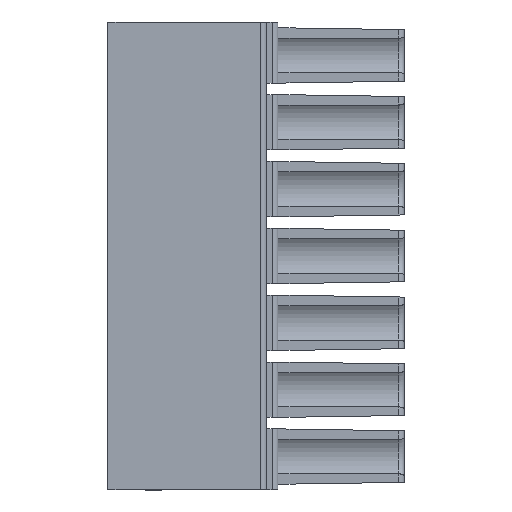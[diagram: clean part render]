
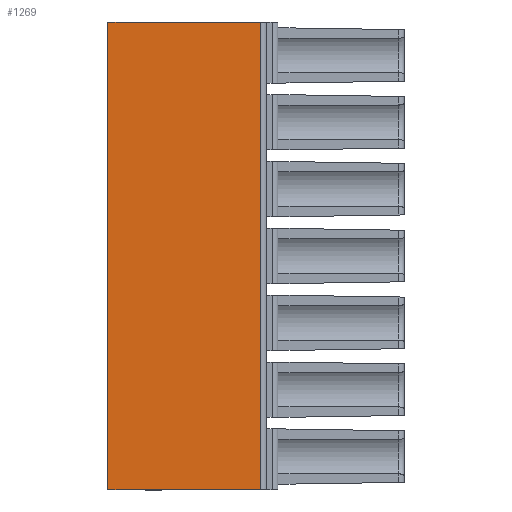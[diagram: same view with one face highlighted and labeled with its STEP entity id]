
A CAD part, front view. The second image highlights one B-rep face of the part: STEP entity #1269.
In plain terms, the highlighted planar face has unit normal (0, -1, 0).
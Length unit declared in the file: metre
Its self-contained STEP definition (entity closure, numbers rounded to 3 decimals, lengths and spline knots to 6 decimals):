
#1269=ADVANCED_FACE('',(#2825),#2826,.T.);
#2825=FACE_OUTER_BOUND('',#4638,.T.);
#2826=PLANE('',#4639);
#4638=EDGE_LOOP('',(#8431,#8432,#8433,#8434));
#4639=AXIS2_PLACEMENT_3D('',#8435,#8436,#8437);
#8431=ORIENTED_EDGE('',*,*,#11984,.F.);
#8432=ORIENTED_EDGE('',*,*,#10808,.F.);
#8433=ORIENTED_EDGE('',*,*,#11980,.T.);
#8434=ORIENTED_EDGE('',*,*,#11883,.T.);
#8435=CARTESIAN_POINT('',(0.006473,0.00051,0.002633));
#8436=DIRECTION('',(0.,-1.0,0.));
#8437=DIRECTION('',(0.,0.,1.0));
#10808=EDGE_CURVE('',#12973,#12974,#12975,.T.);
#11883=EDGE_CURVE('',#14619,#14617,#14620,.T.);
#11980=EDGE_CURVE('',#12973,#14619,#14775,.T.);
#11984=EDGE_CURVE('',#12974,#14617,#14779,.T.);
#12973=VERTEX_POINT('',#16244);
#12974=VERTEX_POINT('',#16245);
#12975=LINE('',#16246,#16247);
#14617=VERTEX_POINT('',#18655);
#14619=VERTEX_POINT('',#18657);
#14620=LINE('',#18658,#18659);
#14775=LINE('',#18897,#18898);
#14779=LINE('',#18904,#18905);
#16244=CARTESIAN_POINT('',(-0.001527,0.00051,0.016633));
#16245=CARTESIAN_POINT('',(0.006473,0.00051,0.016633));
#16246=CARTESIAN_POINT('',(0.013673,0.00051,0.016633));
#16247=VECTOR('',#20334,1.0);
#18655=CARTESIAN_POINT('',(0.006473,0.00051,-0.007867));
#18657=CARTESIAN_POINT('',(-0.001527,0.00051,-0.007867));
#18658=CARTESIAN_POINT('',(0.013673,0.00051,-0.007867));
#18659=VECTOR('',#21489,1.0);
#18897=CARTESIAN_POINT('',(-0.001527,0.00051,0.002633));
#18898=VECTOR('',#21579,1.0);
#18904=CARTESIAN_POINT('',(0.006473,0.00051,0.002633));
#18905=VECTOR('',#21582,1.0);
#20334=DIRECTION('',(1.0,0.,0.));
#21489=DIRECTION('',(1.0,0.,0.));
#21579=DIRECTION('',(0.,0.,-1.0));
#21582=DIRECTION('',(0.,0.,-1.0));
